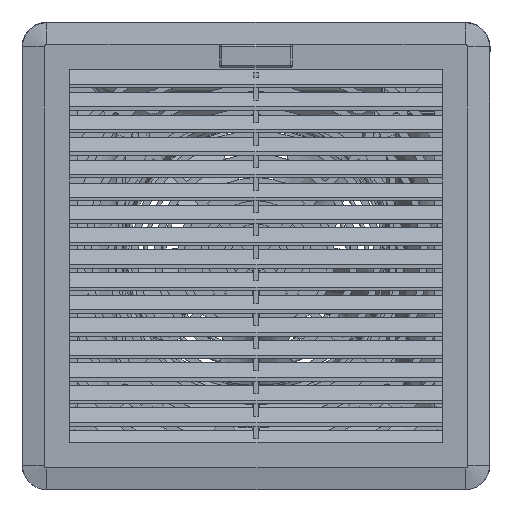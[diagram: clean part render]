
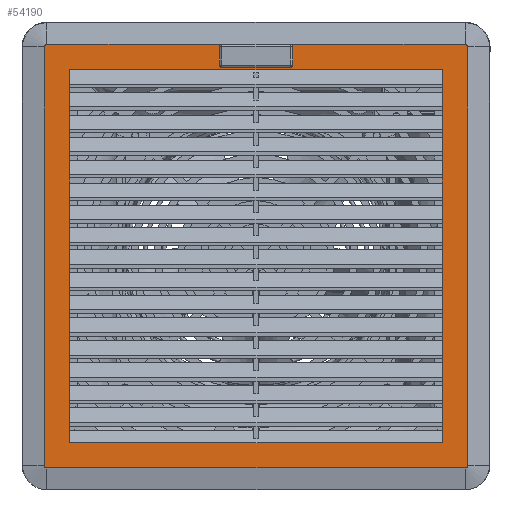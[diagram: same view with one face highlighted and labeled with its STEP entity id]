
A CAD part, top view. The second image highlights one B-rep face of the part: STEP entity #54190.
In plain terms, the highlighted face is planar.
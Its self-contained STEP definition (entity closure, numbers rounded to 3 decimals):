
#4602=LINE('',#80260,#9474);
#4610=LINE('',#80284,#9482);
#4614=LINE('',#80295,#9486);
#4731=LINE('',#80539,#9603);
#4734=LINE('',#80544,#9606);
#4744=LINE('',#80565,#9616);
#4748=LINE('',#80572,#9620);
#4755=LINE('',#80591,#9627);
#4769=LINE('',#80630,#9641);
#4771=LINE('',#80635,#9643);
#4772=LINE('',#80636,#9644);
#4789=LINE('',#80680,#9661);
#9474=VECTOR('',#65508,10.);
#9482=VECTOR('',#65532,10.);
#9486=VECTOR('',#65544,10.);
#9603=VECTOR('',#65821,10.);
#9606=VECTOR('',#65826,10.);
#9616=VECTOR('',#65846,10.);
#9620=VECTOR('',#65852,10.);
#9627=VECTOR('',#65873,10.);
#9641=VECTOR('',#65917,10.);
#9643=VECTOR('',#65921,10.);
#9644=VECTOR('',#65922,10.);
#9661=VECTOR('',#65973,10.);
#13904=FACE_BOUND('',#18100,.T.);
#14863=FACE_OUTER_BOUND('',#18099,.T.);
#18099=EDGE_LOOP('',(#40252,#40253,#40254,#40255,#40256,#40257,#40258,#40259,
#40260,#40261,#40262,#40263,#40264,#40265,#40266,#40267));
#18100=EDGE_LOOP('',(#40268,#40269,#40270,#40271));
#21012=CIRCLE('',#57792,1.);
#21014=CIRCLE('',#57796,1.);
#21016=CIRCLE('',#57800,1.);
#21018=CIRCLE('',#57804,1.);
#21020=CIRCLE('',#57880,1.088);
#21024=CIRCLE('',#57897,1.088);
#21026=CIRCLE('',#57905,1.088);
#21033=CIRCLE('',#57924,1.088);
#23676=VERTEX_POINT('',#80250);
#23677=VERTEX_POINT('',#80251);
#23680=VERTEX_POINT('',#80259);
#23682=VERTEX_POINT('',#80265);
#23684=VERTEX_POINT('',#80271);
#23686=VERTEX_POINT('',#80277);
#23688=VERTEX_POINT('',#80283);
#23690=VERTEX_POINT('',#80289);
#23731=VERTEX_POINT('',#80518);
#23732=VERTEX_POINT('',#80520);
#23737=VERTEX_POINT('',#80536);
#23738=VERTEX_POINT('',#80538);
#23739=VERTEX_POINT('',#80542);
#23745=VERTEX_POINT('',#80564);
#23747=VERTEX_POINT('',#80570);
#23749=VERTEX_POINT('',#80580);
#23752=VERTEX_POINT('',#80589);
#23758=VERTEX_POINT('',#80609);
#23764=VERTEX_POINT('',#80633);
#23771=VERTEX_POINT('',#80660);
#29618=EDGE_CURVE('',#23676,#23677,#21012,.T.);
#29622=EDGE_CURVE('',#23680,#23676,#4602,.T.);
#29625=EDGE_CURVE('',#23682,#23680,#21014,.T.);
#29631=EDGE_CURVE('',#23686,#23684,#21016,.T.);
#29634=EDGE_CURVE('',#23688,#23686,#4610,.T.);
#29637=EDGE_CURVE('',#23690,#23688,#21018,.T.);
#29640=EDGE_CURVE('',#23677,#23690,#4614,.T.);
#29752=EDGE_CURVE('',#23731,#23732,#21020,.T.);
#29761=EDGE_CURVE('',#23738,#23737,#4731,.T.);
#29764=EDGE_CURVE('',#23739,#23731,#4734,.T.);
#29774=EDGE_CURVE('',#23745,#23738,#4744,.T.);
#29778=EDGE_CURVE('',#23737,#23747,#4748,.T.);
#29783=EDGE_CURVE('',#23749,#23739,#21024,.T.);
#29787=EDGE_CURVE('',#23752,#23749,#4755,.T.);
#29797=EDGE_CURVE('',#23758,#23752,#21026,.T.);
#29807=EDGE_CURVE('',#23747,#23745,#4769,.T.);
#29809=EDGE_CURVE('',#23764,#23684,#4771,.T.);
#29810=EDGE_CURVE('',#23682,#23758,#4772,.T.);
#29823=EDGE_CURVE('',#23771,#23764,#21033,.T.);
#29833=EDGE_CURVE('',#23732,#23771,#4789,.T.);
#40252=ORIENTED_EDGE('',*,*,#29631,.T.);
#40253=ORIENTED_EDGE('',*,*,#29809,.F.);
#40254=ORIENTED_EDGE('',*,*,#29823,.F.);
#40255=ORIENTED_EDGE('',*,*,#29833,.F.);
#40256=ORIENTED_EDGE('',*,*,#29752,.F.);
#40257=ORIENTED_EDGE('',*,*,#29764,.F.);
#40258=ORIENTED_EDGE('',*,*,#29783,.F.);
#40259=ORIENTED_EDGE('',*,*,#29787,.F.);
#40260=ORIENTED_EDGE('',*,*,#29797,.F.);
#40261=ORIENTED_EDGE('',*,*,#29810,.F.);
#40262=ORIENTED_EDGE('',*,*,#29625,.T.);
#40263=ORIENTED_EDGE('',*,*,#29622,.T.);
#40264=ORIENTED_EDGE('',*,*,#29618,.T.);
#40265=ORIENTED_EDGE('',*,*,#29640,.T.);
#40266=ORIENTED_EDGE('',*,*,#29637,.T.);
#40267=ORIENTED_EDGE('',*,*,#29634,.T.);
#40268=ORIENTED_EDGE('',*,*,#29807,.T.);
#40269=ORIENTED_EDGE('',*,*,#29774,.T.);
#40270=ORIENTED_EDGE('',*,*,#29761,.T.);
#40271=ORIENTED_EDGE('',*,*,#29778,.T.);
#52319=PLANE('',#57933);
#54190=ADVANCED_FACE('',(#14863,#13904),#52319,.T.);
#57792=AXIS2_PLACEMENT_3D('',#80252,#65500,#65501);
#57796=AXIS2_PLACEMENT_3D('',#80266,#65513,#65514);
#57800=AXIS2_PLACEMENT_3D('',#80278,#65525,#65526);
#57804=AXIS2_PLACEMENT_3D('',#80290,#65537,#65538);
#57880=AXIS2_PLACEMENT_3D('',#80521,#65802,#65803);
#57897=AXIS2_PLACEMENT_3D('',#80582,#65863,#65864);
#57905=AXIS2_PLACEMENT_3D('',#80611,#65891,#65892);
#57924=AXIS2_PLACEMENT_3D('',#80662,#65948,#65949);
#57933=AXIS2_PLACEMENT_3D('',#80679,#65971,#65972);
#65500=DIRECTION('center_axis',(0.,-1.,0.));
#65501=DIRECTION('ref_axis',(0.,0.,1.));
#65508=DIRECTION('',(0.,0.,1.));
#65513=DIRECTION('center_axis',(0.,-1.,0.));
#65514=DIRECTION('ref_axis',(1.,0.,0.));
#65525=DIRECTION('center_axis',(0.,-1.,0.));
#65526=DIRECTION('ref_axis',(0.,0.,-1.));
#65532=DIRECTION('',(0.,0.,-1.));
#65537=DIRECTION('center_axis',(0.,-1.,0.));
#65538=DIRECTION('ref_axis',(-1.,0.,0.));
#65544=DIRECTION('',(-1.,0.,0.));
#65802=DIRECTION('center_axis',(0.,-1.,0.));
#65803=DIRECTION('ref_axis',(0.,0.,1.));
#65821=DIRECTION('',(-1.,0.,0.));
#65826=DIRECTION('',(-1.,0.,0.));
#65846=DIRECTION('',(0.,0.,1.));
#65852=DIRECTION('',(0.,0.,-1.));
#65863=DIRECTION('center_axis',(0.,-1.,0.));
#65864=DIRECTION('ref_axis',(1.,0.,0.));
#65873=DIRECTION('',(0.,0.,1.));
#65891=DIRECTION('center_axis',(0.,-1.,0.));
#65892=DIRECTION('ref_axis',(0.,0.,-1.));
#65917=DIRECTION('',(1.,0.,0.));
#65921=DIRECTION('',(1.,0.,0.));
#65922=DIRECTION('',(1.,0.,0.));
#65948=DIRECTION('center_axis',(0.,-1.,0.));
#65949=DIRECTION('ref_axis',(-1.,0.,0.));
#65971=DIRECTION('center_axis',(0.,1.,0.));
#65972=DIRECTION('ref_axis',(1.,0.,0.));
#65973=DIRECTION('',(0.,0.,-1.));
#80250=CARTESIAN_POINT('',(16.,11.,-83.088));
#80251=CARTESIAN_POINT('',(15.,11.,-82.088));
#80252=CARTESIAN_POINT('Origin',(15.,11.,-83.088));
#80259=CARTESIAN_POINT('',(16.,11.,-91.088));
#80260=CARTESIAN_POINT('',(16.,11.,-0.044));
#80265=CARTESIAN_POINT('',(15.,11.,-92.088));
#80266=CARTESIAN_POINT('Origin',(15.,11.,-91.088));
#80271=CARTESIAN_POINT('',(-15.,11.,-92.088));
#80277=CARTESIAN_POINT('',(-16.,11.,-91.088));
#80278=CARTESIAN_POINT('Origin',(-15.,11.,-91.088));
#80283=CARTESIAN_POINT('',(-16.,11.,-83.088));
#80284=CARTESIAN_POINT('',(-16.,11.,3.956));
#80289=CARTESIAN_POINT('',(-15.,11.,-82.088));
#80290=CARTESIAN_POINT('Origin',(-15.,11.,-83.088));
#80295=CARTESIAN_POINT('',(-38.544,11.,-82.088));
#80518=CARTESIAN_POINT('',(-91.,11.,92.088));
#80520=CARTESIAN_POINT('',(-92.088,11.,91.));
#80521=CARTESIAN_POINT('Origin',(-91.,11.,91.));
#80536=CARTESIAN_POINT('',(-81.088,11.,81.088));
#80538=CARTESIAN_POINT('',(81.088,11.,81.088));
#80539=CARTESIAN_POINT('',(91.,11.,81.088));
#80542=CARTESIAN_POINT('',(91.,11.,92.088));
#80544=CARTESIAN_POINT('',(91.,11.,92.088));
#80564=CARTESIAN_POINT('',(81.088,11.,-81.088));
#80565=CARTESIAN_POINT('',(81.088,11.,-91.));
#80570=CARTESIAN_POINT('',(-81.088,11.,-81.088));
#80572=CARTESIAN_POINT('',(-81.088,11.,91.));
#80580=CARTESIAN_POINT('',(92.088,11.,91.));
#80582=CARTESIAN_POINT('Origin',(91.,11.,91.));
#80589=CARTESIAN_POINT('',(92.088,11.,-91.));
#80591=CARTESIAN_POINT('',(92.088,11.,-91.));
#80609=CARTESIAN_POINT('',(91.,11.,-92.088));
#80611=CARTESIAN_POINT('Origin',(91.,11.,-91.));
#80630=CARTESIAN_POINT('',(-91.,11.,-81.088));
#80633=CARTESIAN_POINT('',(-91.,11.,-92.088));
#80635=CARTESIAN_POINT('',(-91.,11.,-92.088));
#80636=CARTESIAN_POINT('',(-91.,11.,-92.088));
#80660=CARTESIAN_POINT('',(-92.088,11.,-91.));
#80662=CARTESIAN_POINT('Origin',(-91.,11.,-91.));
#80679=CARTESIAN_POINT('Origin',(-92.088,11.,91.));
#80680=CARTESIAN_POINT('',(-92.088,11.,91.));
